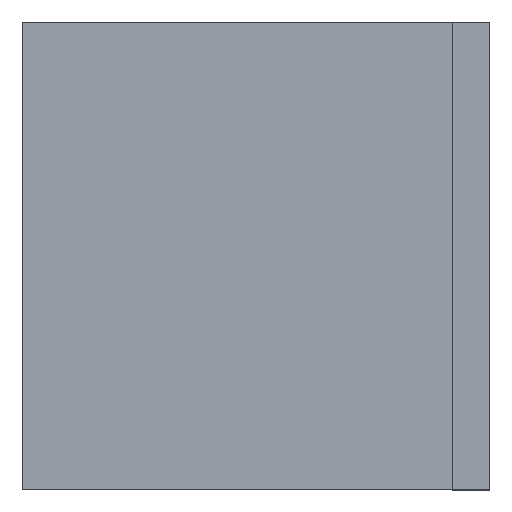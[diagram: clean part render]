
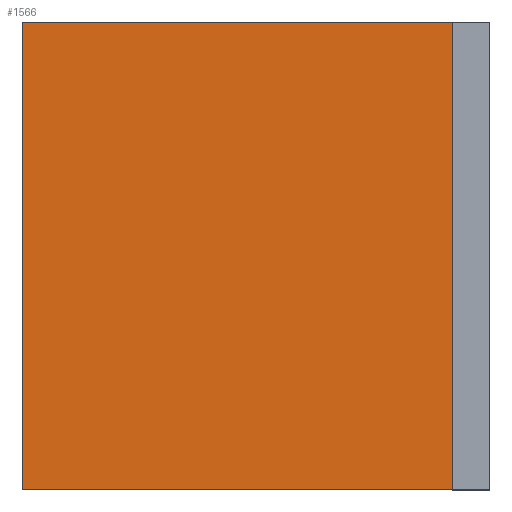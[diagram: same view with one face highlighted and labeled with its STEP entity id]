
A CAD part, left-side view. The second image highlights one B-rep face of the part: STEP entity #1566.
In plain terms, the highlighted planar face has unit normal (-1, 0, 0).
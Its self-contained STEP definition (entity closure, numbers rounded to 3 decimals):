
#1 = PLANE ( 'NONE',  #2457 ) ;
#25 = VERTEX_POINT ( 'NONE', #2647 ) ;
#109 = DIRECTION ( 'NONE',  ( 0., -1., 0. ) ) ;
#251 = VECTOR ( 'NONE', #2465, 1000. ) ;
#286 = CARTESIAN_POINT ( 'NONE',  ( 0., -21., 25. ) ) ;
#309 = VECTOR ( 'NONE', #790, 1000. ) ;
#537 = EDGE_CURVE ( 'NONE', #1919, #25, #2342, .T. ) ;
#568 = DIRECTION ( 'NONE',  ( 1., 0., 0. ) ) ;
#771 = DIRECTION ( 'NONE',  ( 0., 0., -1. ) ) ;
#790 = DIRECTION ( 'NONE',  ( 0., 0., -1. ) ) ;
#1022 = FACE_OUTER_BOUND ( 'NONE', #2325, .T. ) ;
#1088 = CARTESIAN_POINT ( 'NONE',  ( 0., 25., 25. ) ) ;
#1215 = EDGE_CURVE ( 'NONE', #1919, #1839, #3376, .T. ) ;
#1455 = ORIENTED_EDGE ( 'NONE', *, *, #2688, .F. ) ;
#1474 = CARTESIAN_POINT ( 'NONE',  ( 0., 25., 25. ) ) ;
#1566 = ADVANCED_FACE ( 'NONE', ( #1022 ), #1, .F. ) ;
#1602 = VERTEX_POINT ( 'NONE', #3342 ) ;
#1680 = ORIENTED_EDGE ( 'NONE', *, *, #1769, .T. ) ;
#1769 = EDGE_CURVE ( 'NONE', #25, #1602, #2476, .T. ) ;
#1839 = VERTEX_POINT ( 'NONE', #286 ) ;
#1919 = VERTEX_POINT ( 'NONE', #2283 ) ;
#2109 = LINE ( 'NONE', #2443, #2213 ) ;
#2213 = VECTOR ( 'NONE', #771, 1000. ) ;
#2283 = CARTESIAN_POINT ( 'NONE',  ( 0., 25., 25. ) ) ;
#2325 = EDGE_LOOP ( 'NONE', ( #1455, #3321, #2352, #1680 ) ) ;
#2342 = LINE ( 'NONE', #1088, #309 ) ;
#2352 = ORIENTED_EDGE ( 'NONE', *, *, #537, .T. ) ;
#2443 = CARTESIAN_POINT ( 'NONE',  ( 0., -21., 25. ) ) ;
#2457 = AXIS2_PLACEMENT_3D ( 'NONE', #2505, #568, #2522 ) ;
#2465 = DIRECTION ( 'NONE',  ( 0., -1., 0. ) ) ;
#2476 = LINE ( 'NONE', #2746, #251 ) ;
#2505 = CARTESIAN_POINT ( 'NONE',  ( 0., 25., 25. ) ) ;
#2522 = DIRECTION ( 'NONE',  ( 0., 0., -1. ) ) ;
#2643 = VECTOR ( 'NONE', #109, 1000. ) ;
#2647 = CARTESIAN_POINT ( 'NONE',  ( 0., 25., -25. ) ) ;
#2688 = EDGE_CURVE ( 'NONE', #1839, #1602, #2109, .T. ) ;
#2746 = CARTESIAN_POINT ( 'NONE',  ( 0., 25., -25. ) ) ;
#3321 = ORIENTED_EDGE ( 'NONE', *, *, #1215, .F. ) ;
#3342 = CARTESIAN_POINT ( 'NONE',  ( 0., -21., -25. ) ) ;
#3376 = LINE ( 'NONE', #1474, #2643 ) ;
